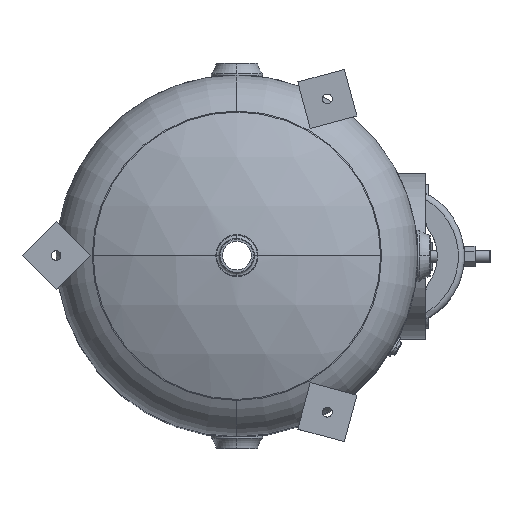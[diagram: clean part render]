
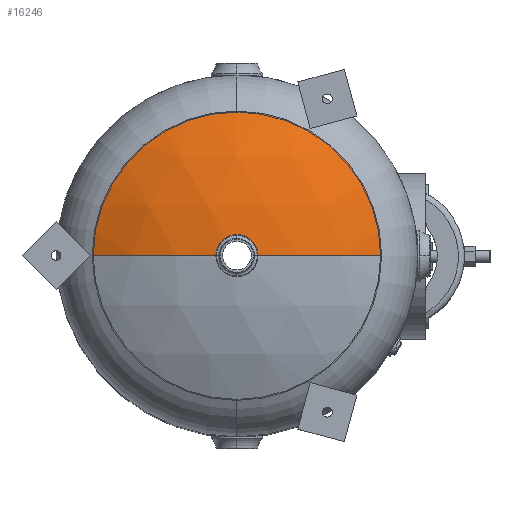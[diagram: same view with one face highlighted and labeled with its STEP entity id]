
A CAD part, top view. The second image highlights one B-rep face of the part: STEP entity #16246.
In plain terms, the highlighted spherical face has radius 685.8 mm.
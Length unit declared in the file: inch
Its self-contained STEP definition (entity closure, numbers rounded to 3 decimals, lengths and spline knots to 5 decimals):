
#2443 = DIRECTION ( 'NONE',  ( 0., 1., 0. ) ) ;
#2444 = DIRECTION ( 'NONE',  ( 0., 0., -1. ) ) ;
#2445 = CARTESIAN_POINT ( 'NONE',  ( 0., 0., 30.18677 ) ) ;
#2466 = DIRECTION ( 'NONE',  ( 1., 0., 0. ) ) ;
#2467 = DIRECTION ( 'NONE',  ( 0., -1., 0. ) ) ;
#2468 = CARTESIAN_POINT ( 'NONE',  ( 0., 0., 6. ) ) ;
#2532 = DIRECTION ( 'NONE',  ( -1., 0., 0. ) ) ;
#2533 = DIRECTION ( 'NONE',  ( 0., 0., 1. ) ) ;
#2534 = CARTESIAN_POINT ( 'NONE',  ( 0., 0., 32.96157 ) ) ;
#2539 = DIRECTION ( 'NONE',  ( 0., 0., 1. ) ) ;
#2540 = DIRECTION ( 'NONE',  ( 0., 1., 0. ) ) ;
#2541 = CARTESIAN_POINT ( 'NONE',  ( 0., 0., 6. ) ) ;
#2630 = DIRECTION ( 'NONE',  ( 0., 1., 0. ) ) ;
#2631 = DIRECTION ( 'NONE',  ( 0., 0., -1. ) ) ;
#2632 = CARTESIAN_POINT ( 'NONE',  ( 0., 0., 30.18677 ) ) ;
#4651 = CARTESIAN_POINT ( 'NONE',  ( 12., 0., 30.18677 ) ) ;
#5212 = AXIS2_PLACEMENT_3D ( 'NONE', #6742, #6756, #6758 ) ;
#6742 = CARTESIAN_POINT ( 'NONE',  ( 0., 0., 6. ) ) ;
#6744 = FACE_OUTER_BOUND ( 'NONE', #11022, .T. ) ;
#6750 = SPHERICAL_SURFACE ( 'NONE', #5212, 27. ) ;
#6756 = DIRECTION ( 'NONE',  ( 0., -1., 0. ) ) ;
#6758 = DIRECTION ( 'NONE',  ( 1., 0., 0. ) ) ;
#8934 = AXIS2_PLACEMENT_3D ( 'NONE', #2541, #2540, #2539 ) ;
#8938 = CIRCLE ( 'NONE', #9007, 27. ) ;
#8968 = AXIS2_PLACEMENT_3D ( 'NONE', #2632, #2631, #2630 ) ;
#8974 = CIRCLE ( 'NONE', #9019, 1.44 ) ;
#8982 = CIRCLE ( 'NONE', #8934, 27. ) ;
#8983 = AXIS2_PLACEMENT_3D ( 'NONE', #2445, #2444, #2443 ) ;
#8994 = CIRCLE ( 'NONE', #8983, 12. ) ;
#9007 = AXIS2_PLACEMENT_3D ( 'NONE', #2468, #2467, #2466 ) ;
#9019 = AXIS2_PLACEMENT_3D ( 'NONE', #2534, #2533, #2532 ) ;
#9024 = CIRCLE ( 'NONE', #8968, 12. ) ;
#10339 = ORIENTED_EDGE ( 'NONE', *, *, #14391, .F. ) ;
#10865 = ORIENTED_EDGE ( 'NONE', *, *, #14401, .F. ) ;
#10877 = ORIENTED_EDGE ( 'NONE', *, *, #14415, .F. ) ;
#10971 = ORIENTED_EDGE ( 'NONE', *, *, #14399, .T. ) ;
#10972 = ORIENTED_EDGE ( 'NONE', *, *, #14407, .F. ) ;
#11022 = EDGE_LOOP ( 'NONE', ( #10972, #10865, #10971, #10877, #10339 ) ) ;
#11198 = VERTEX_POINT ( 'NONE', #4651 ) ;
#11523 = VERTEX_POINT ( 'NONE', #12094 ) ;
#12094 = CARTESIAN_POINT ( 'NONE',  ( 0., 12., 30.18677 ) ) ;
#12476 = VERTEX_POINT ( 'NONE', #12719 ) ;
#12489 = VERTEX_POINT ( 'NONE', #12703 ) ;
#12604 = CARTESIAN_POINT ( 'NONE',  ( 1.44, 0., 32.96157 ) ) ;
#12703 = CARTESIAN_POINT ( 'NONE',  ( -1.44, 0., 32.96157 ) ) ;
#12719 = CARTESIAN_POINT ( 'NONE',  ( -12., 0., 30.18677 ) ) ;
#12720 = VERTEX_POINT ( 'NONE', #12604 ) ;
#14391 = EDGE_CURVE ( 'NONE', #12476, #11523, #9024, .T. ) ;
#14399 = EDGE_CURVE ( 'NONE', #12720, #11198, #8982, .T. ) ;
#14401 = EDGE_CURVE ( 'NONE', #12720, #12489, #8974, .T. ) ;
#14407 = EDGE_CURVE ( 'NONE', #12489, #12476, #8938, .T. ) ;
#14415 = EDGE_CURVE ( 'NONE', #11523, #11198, #8994, .T. ) ;
#16246 = ADVANCED_FACE ( 'NONE', ( #6744 ), #6750, .T. ) ;
